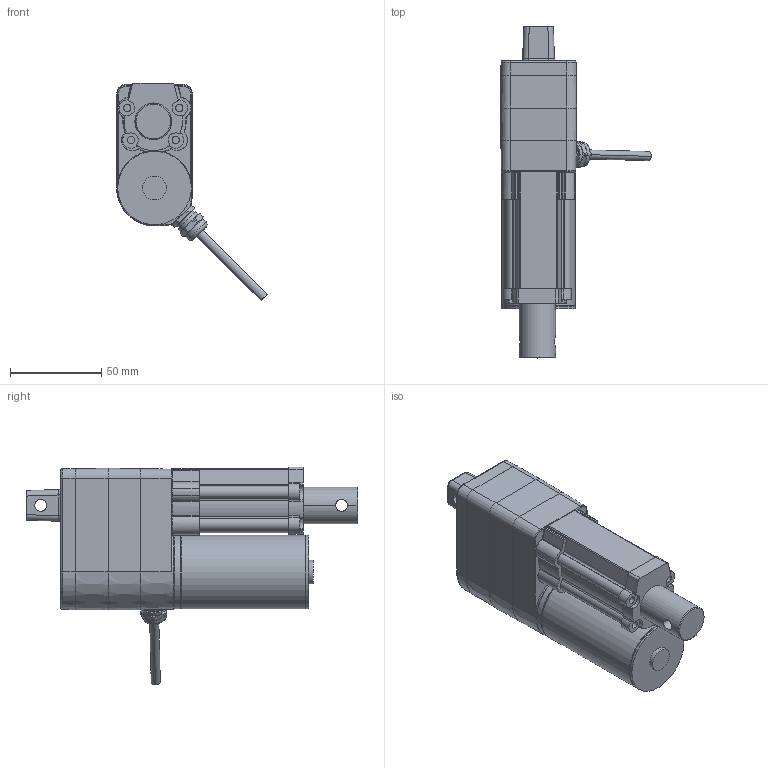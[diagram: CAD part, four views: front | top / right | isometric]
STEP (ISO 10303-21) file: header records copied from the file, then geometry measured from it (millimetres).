
FILE_DESCRIPTION (( 'STEP AP214' ), '1' );
FILE_NAME ('PA-01-1-POT.STEP', '2025-12-05T21:32:49', ( '' ), ( '' ), 'SwSTEP 2.0', 'SolidWorks 2018', '' );
FILE_SCHEMA (( 'AUTOMOTIVE_DESIGN' ));
Length unit declared in the file: millimetre
Products named in the file (1): PA-01-1-POT
Bounding box: 82.77 x 182 x 119.43 mm (x, y, z)
Surface area: 75145.6 mm2 (no closed solid volume)
Topology: 0 solids, 41 shells, 837 faces, 1985 edges, 1261 vertices
Faces by surface type: plane 342, cylinder 324, cone 82, torus 54, bspline 35
Entity records: 36397 total; most frequent: CARTESIAN_POINT 8301, DIRECTION 3960, ORIENTED_EDGE 3938, EDGE_CURVE 1977, AXIS2_PLACEMENT_3D 1538, VERTEX_POINT 1261, EDGE_LOOP 898, LINE 884
